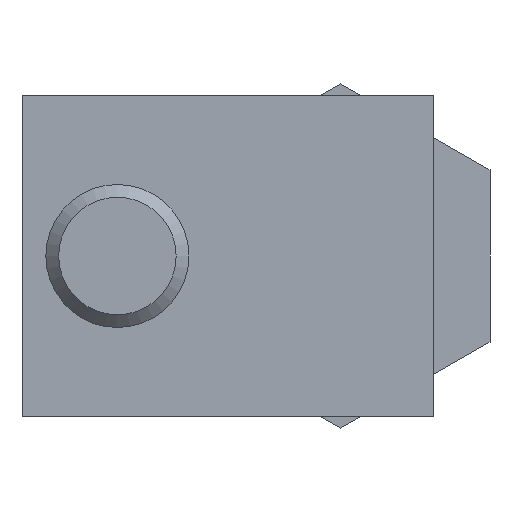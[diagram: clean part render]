
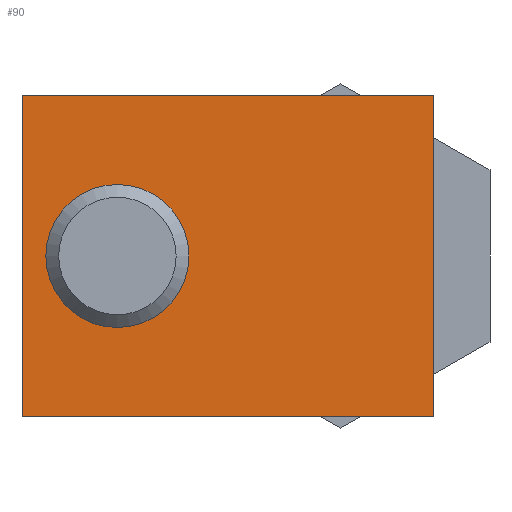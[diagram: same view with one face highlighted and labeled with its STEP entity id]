
A CAD part, front view. The second image highlights one B-rep face of the part: STEP entity #90.
In plain terms, the highlighted planar face has unit normal (0, -1, 0).
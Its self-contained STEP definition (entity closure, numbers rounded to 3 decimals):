
#90 = ADVANCED_FACE( '', ( #208, #209 ), #210, .F. );
#208 = FACE_BOUND( '', #353, .T. );
#209 = FACE_OUTER_BOUND( '', #354, .T. );
#210 = PLANE( '', #355 );
#353 = EDGE_LOOP( '', ( #554 ) );
#354 = EDGE_LOOP( '', ( #555, #556, #557, #558 ) );
#355 = AXIS2_PLACEMENT_3D( '', #559, #560, #561 );
#554 = ORIENTED_EDGE( '', *, *, #863, .F. );
#555 = ORIENTED_EDGE( '', *, *, #864, .T. );
#556 = ORIENTED_EDGE( '', *, *, #837, .F. );
#557 = ORIENTED_EDGE( '', *, *, #865, .F. );
#558 = ORIENTED_EDGE( '', *, *, #866, .T. );
#559 = CARTESIAN_POINT( '', ( 6.75, -28.5, 13.5 ) );
#560 = DIRECTION( '', ( 0., 1., 0. ) );
#561 = DIRECTION( '', ( 0., 0., 1. ) );
#837 = EDGE_CURVE( '', #997, #992, #999, .T. );
#863 = EDGE_CURVE( '', #1040, #1040, #1041, .F. );
#864 = EDGE_CURVE( '', #1042, #992, #1043, .T. );
#865 = EDGE_CURVE( '', #1044, #997, #1045, .T. );
#866 = EDGE_CURVE( '', #1044, #1042, #1046, .T. );
#992 = VERTEX_POINT( '', #1212 );
#997 = VERTEX_POINT( '', #1219 );
#999 = LINE( '', #1222, #1223 );
#1040 = VERTEX_POINT( '', #1281 );
#1041 = CIRCLE( '', #1282, 6. );
#1042 = VERTEX_POINT( '', #1283 );
#1043 = LINE( '', #1284, #1285 );
#1044 = VERTEX_POINT( '', #1286 );
#1045 = LINE( '', #1287, #1288 );
#1046 = LINE( '', #1289, #1290 );
#1212 = CARTESIAN_POINT( '', ( -27.75, -28.5, -13.5 ) );
#1219 = CARTESIAN_POINT( '', ( 6.75, -28.5, -13.5 ) );
#1222 = CARTESIAN_POINT( '', ( 6.75, -28.5, -13.5 ) );
#1223 = VECTOR( '', #1448, 1000. );
#1281 = CARTESIAN_POINT( '', ( -19.75, -28.5, 6. ) );
#1282 = AXIS2_PLACEMENT_3D( '', #1472, #1473, #1474 );
#1283 = CARTESIAN_POINT( '', ( -27.75, -28.5, 13.5 ) );
#1284 = CARTESIAN_POINT( '', ( -27.75, -28.5, 13.5 ) );
#1285 = VECTOR( '', #1475, 1000. );
#1286 = CARTESIAN_POINT( '', ( 6.75, -28.5, 13.5 ) );
#1287 = CARTESIAN_POINT( '', ( 6.75, -28.5, 13.5 ) );
#1288 = VECTOR( '', #1476, 1000. );
#1289 = CARTESIAN_POINT( '', ( 6.75, -28.5, 13.5 ) );
#1290 = VECTOR( '', #1477, 1000. );
#1448 = DIRECTION( '', ( -1., 0., 0. ) );
#1472 = CARTESIAN_POINT( '', ( -19.75, -28.5, 0. ) );
#1473 = DIRECTION( '', ( 0., 1., 0. ) );
#1474 = DIRECTION( '', ( 0., 0., 1. ) );
#1475 = DIRECTION( '', ( 0., 0., -1. ) );
#1476 = DIRECTION( '', ( 0., 0., -1. ) );
#1477 = DIRECTION( '', ( -1., 0., 0. ) );
